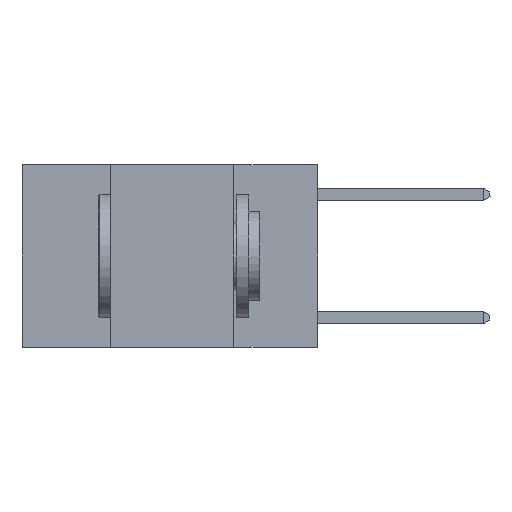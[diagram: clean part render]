
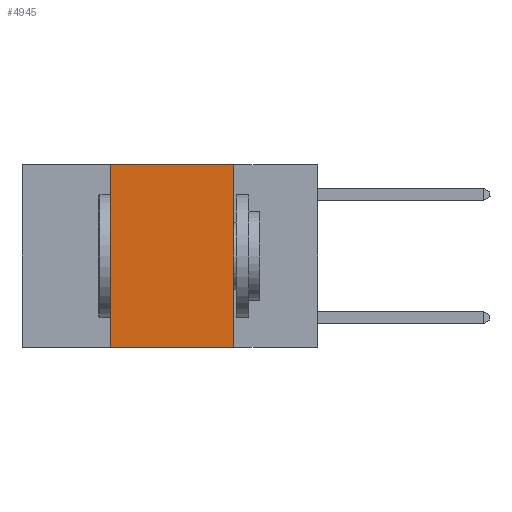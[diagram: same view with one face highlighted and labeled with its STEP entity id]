
A CAD part, left-side view. The second image highlights one B-rep face of the part: STEP entity #4945.
In plain terms, the highlighted planar face has unit normal (-1, 0, 0).
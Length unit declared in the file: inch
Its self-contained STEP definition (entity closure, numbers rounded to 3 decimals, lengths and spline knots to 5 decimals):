
#443 = VERTEX_POINT ( 'NONE', #8042 ) ;
#592 = DIRECTION ( 'NONE',  ( 0., 0., -1. ) ) ;
#688 = PLANE ( 'NONE',  #5490 ) ;
#1211 = LINE ( 'NONE', #3605, #2674 ) ;
#1319 = DIRECTION ( 'NONE',  ( 0., 0., 1. ) ) ;
#2321 = DIRECTION ( 'NONE',  ( 1., 0., 0. ) ) ;
#2392 = CARTESIAN_POINT ( 'NONE',  ( 0., 0.17, 0. ) ) ;
#2674 = VECTOR ( 'NONE', #1319, 39.37008 ) ;
#3056 = LINE ( 'NONE', #5455, #4003 ) ;
#3066 = EDGE_CURVE ( 'NONE', #3398, #4543, #3056, .T. ) ;
#3398 = VERTEX_POINT ( 'NONE', #7725 ) ;
#3557 = CARTESIAN_POINT ( 'NONE',  ( 0., 0.17, 0. ) ) ;
#3605 = CARTESIAN_POINT ( 'NONE',  ( 0., 0.42, 0. ) ) ;
#3690 = ORIENTED_EDGE ( 'NONE', *, *, #4991, .T. ) ;
#3937 = CARTESIAN_POINT ( 'NONE',  ( 0., 0.6, 0. ) ) ;
#4003 = VECTOR ( 'NONE', #10473, 39.37008 ) ;
#4340 = EDGE_LOOP ( 'NONE', ( #6435, #7573, #9776, #3690 ) ) ;
#4347 = DIRECTION ( 'NONE',  ( 0., 0., -1. ) ) ;
#4543 = VERTEX_POINT ( 'NONE', #2392 ) ;
#4945 = ADVANCED_FACE ( 'NONE', ( #7859 ), #688, .F. ) ;
#4991 = EDGE_CURVE ( 'NONE', #443, #5242, #7130, .T. ) ;
#5242 = VERTEX_POINT ( 'NONE', #10139 ) ;
#5455 = CARTESIAN_POINT ( 'NONE',  ( 0., 0.6, 0. ) ) ;
#5490 = AXIS2_PLACEMENT_3D ( 'NONE', #3937, #2321, #592 ) ;
#6099 = LINE ( 'NONE', #3557, #7470 ) ;
#6435 = ORIENTED_EDGE ( 'NONE', *, *, #6442, .F. ) ;
#6442 = EDGE_CURVE ( 'NONE', #4543, #5242, #6099, .T. ) ;
#7030 = VECTOR ( 'NONE', #9556, 39.37008 ) ;
#7130 = LINE ( 'NONE', #10366, #7030 ) ;
#7470 = VECTOR ( 'NONE', #4347, 39.37008 ) ;
#7573 = ORIENTED_EDGE ( 'NONE', *, *, #3066, .F. ) ;
#7725 = CARTESIAN_POINT ( 'NONE',  ( 0., 0.42, 0. ) ) ;
#7859 = FACE_OUTER_BOUND ( 'NONE', #4340, .T. ) ;
#8042 = CARTESIAN_POINT ( 'NONE',  ( 0., 0.42, -0.37 ) ) ;
#8657 = EDGE_CURVE ( 'NONE', #443, #3398, #1211, .T. ) ;
#9556 = DIRECTION ( 'NONE',  ( 0., -1., 0. ) ) ;
#9776 = ORIENTED_EDGE ( 'NONE', *, *, #8657, .F. ) ;
#10139 = CARTESIAN_POINT ( 'NONE',  ( 0., 0.17, -0.37 ) ) ;
#10366 = CARTESIAN_POINT ( 'NONE',  ( 0., 0.6, -0.37 ) ) ;
#10473 = DIRECTION ( 'NONE',  ( 0., -1., 0. ) ) ;
